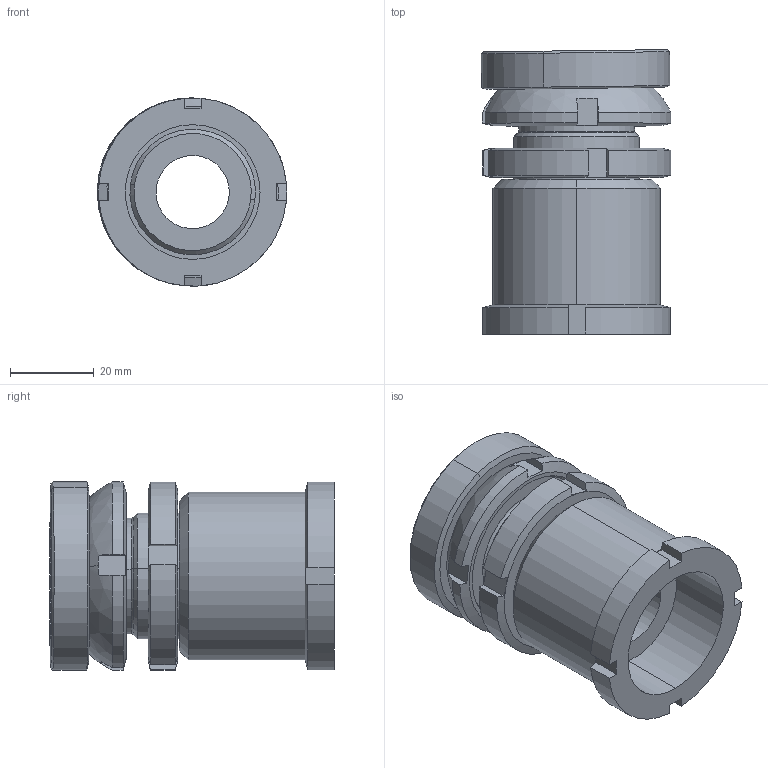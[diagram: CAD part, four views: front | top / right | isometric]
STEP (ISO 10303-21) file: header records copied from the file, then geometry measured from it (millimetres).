
FILE_DESCRIPTION (( 'STEP AP214' ), '1' );
FILE_NAME ('KVSK 30-17.5 0-0.STEP', '2015-10-09T10:52:03', ( '' ), ( '' ), 'SwSTEP 2.0', 'SolidWorks 2015', '' );
FILE_SCHEMA (( 'AUTOMOTIVE_DESIGN' ));
Length unit declared in the file: millimetre
Products named in the file (5): KAS 30 2-0 A1; KM 30-0 A1; HVS 30 2-0 A1; KVS 30-17.5 1-0 A1; KVSK 30-17.5 0-0
Assembly tree (4 placements, depth 2):
  KVSK 30-17.5 0-0
    HVS 30 2-0 A1
    KAS 30 2-0 A1
    KVS 30-17.5 1-0 A1
    KM 30-0 A1
Bounding box: 45.3 x 68 x 45.04 mm (x, y, z)
Volume: 63092.3 mm3; surface area: 28059.6 mm2
Topology: 4 solids, 4 shells, 134 faces, 314 edges, 194 vertices
Faces by surface type: plane 50, cylinder 40, cone 34, torus 6, sphere 4
Entity records: 4270 total; most frequent: CARTESIAN_POINT 931, DIRECTION 676, ORIENTED_EDGE 628, EDGE_CURVE 314, AXIS2_PLACEMENT_3D 283, VERTEX_POINT 194, EDGE_LOOP 148, CIRCLE 142
